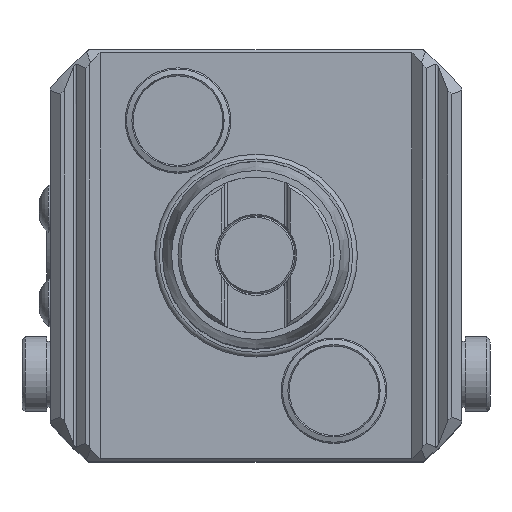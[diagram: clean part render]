
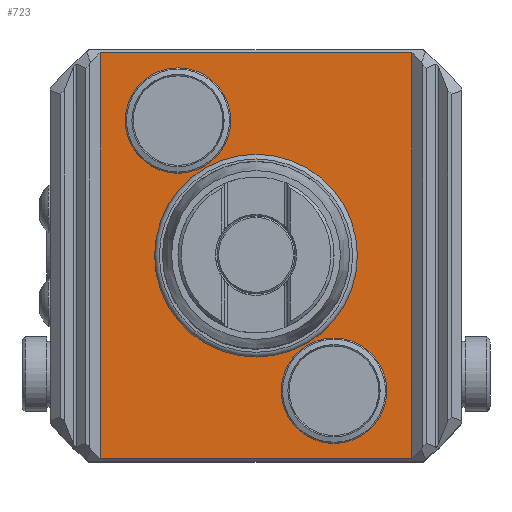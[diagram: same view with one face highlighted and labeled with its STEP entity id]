
A CAD part, top view. The second image highlights one B-rep face of the part: STEP entity #723.
In plain terms, the highlighted planar face has unit normal (0, 0, 1).
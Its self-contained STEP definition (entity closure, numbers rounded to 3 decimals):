
#195=LINE('',#4643,#329);
#200=LINE('',#4667,#334);
#203=LINE('',#4673,#337);
#212=LINE('',#4716,#346);
#329=VECTOR('',#3391,1.);
#334=VECTOR('',#3404,1.);
#337=VECTOR('',#3411,1.);
#346=VECTOR('',#3454,1.);
#475=FACE_BOUND('',#1134,.T.);
#476=FACE_BOUND('',#1135,.T.);
#477=FACE_BOUND('',#1136,.T.);
#478=FACE_BOUND('',#1137,.T.);
#723=ADVANCED_FACE('',(#475,#476,#477,#478),#839,.F.);
#839=PLANE('',#2807);
#1134=EDGE_LOOP('',(#1742));
#1135=EDGE_LOOP('',(#1743));
#1136=EDGE_LOOP('',(#1744));
#1137=EDGE_LOOP('',(#1745,#1746,#1747,#1748));
#1742=ORIENTED_EDGE('',*,*,#2388,.T.);
#1743=ORIENTED_EDGE('',*,*,#2389,.T.);
#1744=ORIENTED_EDGE('',*,*,#2390,.T.);
#1745=ORIENTED_EDGE('',*,*,#2370,.F.);
#1746=ORIENTED_EDGE('',*,*,#2391,.F.);
#1747=ORIENTED_EDGE('',*,*,#2361,.T.);
#1748=ORIENTED_EDGE('',*,*,#2373,.T.);
#2055=VERTEX_POINT('',#4642);
#2056=VERTEX_POINT('',#4644);
#2062=VERTEX_POINT('',#4666);
#2063=VERTEX_POINT('',#4668);
#2070=VERTEX_POINT('',#4711);
#2071=VERTEX_POINT('',#4713);
#2072=VERTEX_POINT('',#4715);
#2361=EDGE_CURVE('',#2056,#2055,#195,.T.);
#2370=EDGE_CURVE('',#2062,#2063,#200,.T.);
#2373=EDGE_CURVE('',#2055,#2063,#203,.T.);
#2388=EDGE_CURVE('',#2070,#2070,#2523,.T.);
#2389=EDGE_CURVE('',#2071,#2071,#2524,.T.);
#2390=EDGE_CURVE('',#2072,#2072,#2525,.T.);
#2391=EDGE_CURVE('',#2056,#2062,#212,.T.);
#2523=CIRCLE('',#2804,15.789);
#2524=CIRCLE('',#2805,8.45);
#2525=CIRCLE('',#2806,8.45);
#2804=AXIS2_PLACEMENT_3D('',#4710,#3448,#3449);
#2805=AXIS2_PLACEMENT_3D('',#4712,#3450,#3451);
#2806=AXIS2_PLACEMENT_3D('',#4714,#3452,#3453);
#2807=AXIS2_PLACEMENT_3D('',#4717,#3455,#3456);
#3391=DIRECTION('',(-1.,0.,0.));
#3404=DIRECTION('',(-1.,0.,0.));
#3411=DIRECTION('',(0.,-1.,0.));
#3448=DIRECTION('',(0.,0.,-1.));
#3449=DIRECTION('',(-1.,0.,0.));
#3450=DIRECTION('',(0.,0.,-1.));
#3451=DIRECTION('',(-1.,0.,0.));
#3452=DIRECTION('',(0.,0.,-1.));
#3453=DIRECTION('',(-1.,0.,0.));
#3454=DIRECTION('',(0.,-1.,0.));
#3455=DIRECTION('',(0.,0.,-1.));
#3456=DIRECTION('',(0.,-1.,0.));
#4642=CARTESIAN_POINT('',(-25.,32.5,-0.3));
#4643=CARTESIAN_POINT('',(0.,32.5,-0.3));
#4644=CARTESIAN_POINT('',(25.,32.5,-0.3));
#4666=CARTESIAN_POINT('',(25.,-32.5,-0.3));
#4667=CARTESIAN_POINT('',(0.,-32.5,-0.3));
#4668=CARTESIAN_POINT('',(-25.,-32.5,-0.3));
#4673=CARTESIAN_POINT('',(-25.,33.,-0.3));
#4710=CARTESIAN_POINT('',(0.,0.,-0.3));
#4711=CARTESIAN_POINT('',(-15.789,0.,-0.3));
#4712=CARTESIAN_POINT('',(12.5,-21.651,-0.3));
#4713=CARTESIAN_POINT('',(4.05,-21.651,-0.3));
#4714=CARTESIAN_POINT('',(-12.5,21.651,-0.3));
#4715=CARTESIAN_POINT('',(-20.95,21.651,-0.3));
#4716=CARTESIAN_POINT('',(25.,33.,-0.3));
#4717=CARTESIAN_POINT('',(0.,15.,-0.3));
